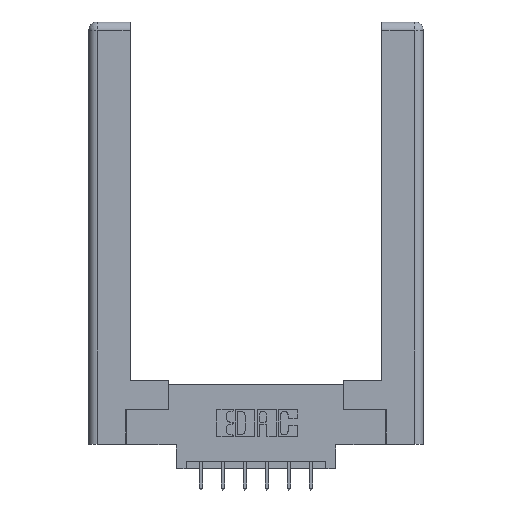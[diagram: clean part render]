
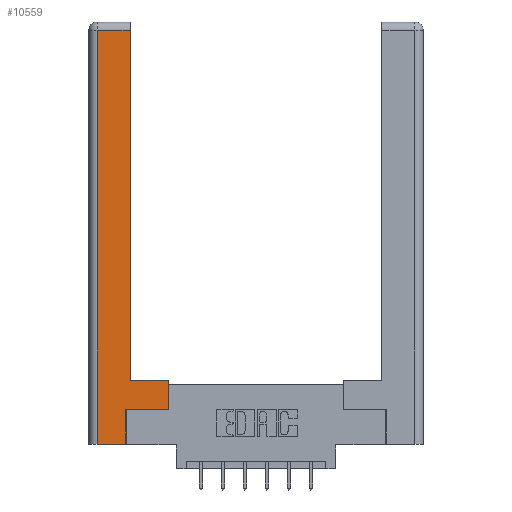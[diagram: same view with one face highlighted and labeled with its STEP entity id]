
A CAD part, top view. The second image highlights one B-rep face of the part: STEP entity #10559.
In plain terms, the highlighted planar face has unit normal (0, 0, 1).
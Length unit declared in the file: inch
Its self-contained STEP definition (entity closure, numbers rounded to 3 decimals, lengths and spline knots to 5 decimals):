
#168 = DIRECTION ( 'NONE',  ( 0., 0., -1. ) ) ;
#294 = LINE ( 'NONE', #12033, #4384 ) ;
#993 = AXIS2_PLACEMENT_3D ( 'NONE', #2045, #168, #7658 ) ;
#1479 = CARTESIAN_POINT ( 'NONE',  ( 0.565, 0.245, 0. ) ) ;
#1734 = EDGE_CURVE ( 'NONE', #3658, #11502, #3856, .T. ) ;
#1779 = CARTESIAN_POINT ( 'NONE',  ( 0.265, 0.245, 0. ) ) ;
#2045 = CARTESIAN_POINT ( 'NONE',  ( 0., 0., 0. ) ) ;
#2311 = CARTESIAN_POINT ( 'NONE',  ( 0.265, 0., 0. ) ) ;
#2316 = CARTESIAN_POINT ( 'NONE',  ( 0.265, 0.245, 0. ) ) ;
#2325 = CARTESIAN_POINT ( 'NONE',  ( 0.295, 3., 0. ) ) ;
#2632 = CARTESIAN_POINT ( 'NONE',  ( 0.565, 0.245, 0. ) ) ;
#2823 = DIRECTION ( 'NONE',  ( -1., 0., 0. ) ) ;
#2993 = VECTOR ( 'NONE', #11678, 39.37008 ) ;
#3658 = VERTEX_POINT ( 'NONE', #2311 ) ;
#3754 = VECTOR ( 'NONE', #9170, 39.37008 ) ;
#3856 = LINE ( 'NONE', #2316, #6640 ) ;
#3881 = FACE_OUTER_BOUND ( 'NONE', #8080, .T. ) ;
#3925 = CARTESIAN_POINT ( 'NONE',  ( 0.565, 0.45, 0. ) ) ;
#4276 = ORIENTED_EDGE ( 'NONE', *, *, #7666, .T. ) ;
#4384 = VECTOR ( 'NONE', #7383, 39.37008 ) ;
#4439 = DIRECTION ( 'NONE',  ( 0., -1., 0. ) ) ;
#4606 = LINE ( 'NONE', #7898, #9423 ) ;
#5144 = ORIENTED_EDGE ( 'NONE', *, *, #7157, .T. ) ;
#5175 = VECTOR ( 'NONE', #11810, 39.37008 ) ;
#5256 = EDGE_CURVE ( 'NONE', #10630, #10084, #10002, .T. ) ;
#5390 = VECTOR ( 'NONE', #4439, 39.37008 ) ;
#5529 = CARTESIAN_POINT ( 'NONE',  ( 0.0615, 0., 0. ) ) ;
#5659 = VERTEX_POINT ( 'NONE', #3925 ) ;
#6085 = DIRECTION ( 'NONE',  ( 0., 1., 0. ) ) ;
#6314 = CARTESIAN_POINT ( 'NONE',  ( 0.265, 0., 0. ) ) ;
#6640 = VECTOR ( 'NONE', #6085, 39.37008 ) ;
#6841 = CARTESIAN_POINT ( 'NONE',  ( 0.295, 2.94, 0. ) ) ;
#7008 = LINE ( 'NONE', #10036, #5390 ) ;
#7157 = EDGE_CURVE ( 'NONE', #9088, #5659, #294, .T. ) ;
#7383 = DIRECTION ( 'NONE',  ( 0., 1., 0. ) ) ;
#7658 = DIRECTION ( 'NONE',  ( -1., 0., 0. ) ) ;
#7666 = EDGE_CURVE ( 'NONE', #11502, #9088, #8173, .T. ) ;
#7831 = EDGE_CURVE ( 'NONE', #10084, #11246, #7008, .T. ) ;
#7898 = CARTESIAN_POINT ( 'NONE',  ( 0.295, 0.45, 0. ) ) ;
#8080 = EDGE_LOOP ( 'NONE', ( #10679, #10800, #9263, #8454, #8901, #4276, #5144, #11084 ) ) ;
#8173 = LINE ( 'NONE', #1479, #9489 ) ;
#8454 = ORIENTED_EDGE ( 'NONE', *, *, #9335, .T. ) ;
#8571 = CARTESIAN_POINT ( 'NONE',  ( 0.295, 0.45, 0. ) ) ;
#8771 = CARTESIAN_POINT ( 'NONE',  ( 0.0615, 2.94, 0. ) ) ;
#8901 = ORIENTED_EDGE ( 'NONE', *, *, #1734, .T. ) ;
#8996 = CARTESIAN_POINT ( 'NONE',  ( 0.0615, 2.94, 0. ) ) ;
#9006 = LINE ( 'NONE', #6314, #3754 ) ;
#9088 = VERTEX_POINT ( 'NONE', #2632 ) ;
#9170 = DIRECTION ( 'NONE',  ( 1., 0., 0. ) ) ;
#9263 = ORIENTED_EDGE ( 'NONE', *, *, #7831, .T. ) ;
#9335 = EDGE_CURVE ( 'NONE', #11246, #3658, #9006, .T. ) ;
#9423 = VECTOR ( 'NONE', #2823, 39.37008 ) ;
#9489 = VECTOR ( 'NONE', #10647, 39.37008 ) ;
#9577 = LINE ( 'NONE', #2325, #2993 ) ;
#9905 = EDGE_CURVE ( 'NONE', #10040, #10630, #9577, .T. ) ;
#10002 = LINE ( 'NONE', #8996, #5175 ) ;
#10036 = CARTESIAN_POINT ( 'NONE',  ( 0.0615, 0., 0. ) ) ;
#10040 = VERTEX_POINT ( 'NONE', #8571 ) ;
#10084 = VERTEX_POINT ( 'NONE', #8771 ) ;
#10559 = ADVANCED_FACE ( 'NONE', ( #3881 ), #11359, .F. ) ;
#10630 = VERTEX_POINT ( 'NONE', #6841 ) ;
#10647 = DIRECTION ( 'NONE',  ( 1., 0., 0. ) ) ;
#10679 = ORIENTED_EDGE ( 'NONE', *, *, #9905, .T. ) ;
#10800 = ORIENTED_EDGE ( 'NONE', *, *, #5256, .T. ) ;
#11084 = ORIENTED_EDGE ( 'NONE', *, *, #12095, .T. ) ;
#11246 = VERTEX_POINT ( 'NONE', #5529 ) ;
#11359 = PLANE ( 'NONE',  #993 ) ;
#11502 = VERTEX_POINT ( 'NONE', #1779 ) ;
#11678 = DIRECTION ( 'NONE',  ( 0., 1., 0. ) ) ;
#11810 = DIRECTION ( 'NONE',  ( -1., 0., 0. ) ) ;
#12033 = CARTESIAN_POINT ( 'NONE',  ( 0.565, 0.45, 0. ) ) ;
#12095 = EDGE_CURVE ( 'NONE', #5659, #10040, #4606, .T. ) ;
